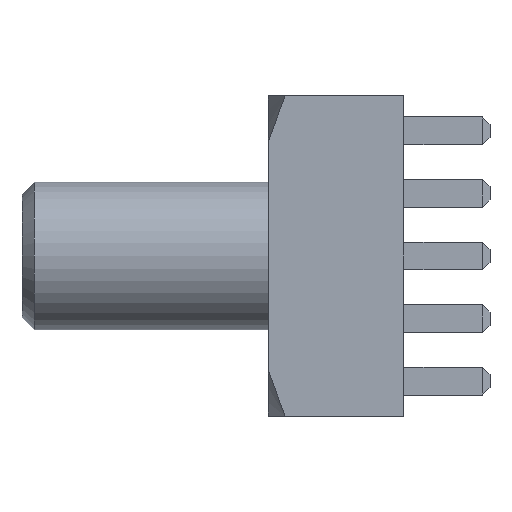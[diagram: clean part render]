
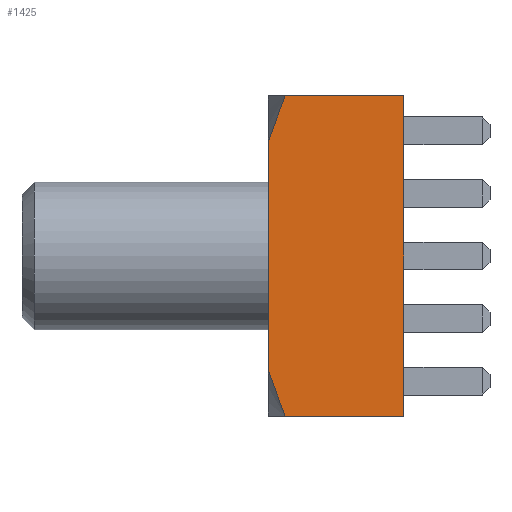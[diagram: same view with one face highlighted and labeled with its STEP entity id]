
A CAD part, left-side view. The second image highlights one B-rep face of the part: STEP entity #1425.
In plain terms, the highlighted planar face has unit normal (-1, 0, 0).
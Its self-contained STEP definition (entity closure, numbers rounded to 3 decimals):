
#38 = CARTESIAN_POINT ( 'NONE',  ( -6.5, 5.292, 5.282 ) ) ;
#88 = VECTOR ( 'NONE', #3251, 1000. ) ;
#161 = CARTESIAN_POINT ( 'NONE',  ( -6.5, 5.5, -4.664 ) ) ;
#344 = CARTESIAN_POINT ( 'NONE',  ( -6.5, 5.5, -6.5 ) ) ;
#397 = ORIENTED_EDGE ( 'NONE', *, *, #6461, .T. ) ;
#553 = DIRECTION ( 'NONE',  ( 0., -1., 0. ) ) ;
#796 = EDGE_LOOP ( 'NONE', ( #942, #5114, #4965, #1838, #397, #6681 ) ) ;
#860 = VERTEX_POINT ( 'NONE', #1966 ) ;
#871 = VERTEX_POINT ( 'NONE', #6471 ) ;
#942 = ORIENTED_EDGE ( 'NONE', *, *, #4620, .F. ) ;
#1064 = VERTEX_POINT ( 'NONE', #4961 ) ;
#1210 = DIRECTION ( 'NONE',  ( 0., 0., 1. ) ) ;
#1242 = VECTOR ( 'NONE', #1210, 1000. ) ;
#1248 = VECTOR ( 'NONE', #6528, 1000. ) ;
#1284 = AXIS2_PLACEMENT_3D ( 'NONE', #344, #2614, #2044 ) ;
#1425 = ADVANCED_FACE ( 'NONE', ( #5651 ), #5980, .F. ) ;
#1441 = LINE ( 'NONE', #1951, #1248 ) ;
#1763 = CARTESIAN_POINT ( 'NONE',  ( -6.5, 5.5, -6.5 ) ) ;
#1828 = VERTEX_POINT ( 'NONE', #5719 ) ;
#1838 = ORIENTED_EDGE ( 'NONE', *, *, #7009, .T. ) ;
#1951 = CARTESIAN_POINT ( 'NONE',  ( -6.5, 5.5, 6.5 ) ) ;
#1966 = CARTESIAN_POINT ( 'NONE',  ( -6.5, 5.5, 4.664 ) ) ;
#1990 = CARTESIAN_POINT ( 'NONE',  ( -6.5, 0., -6.5 ) ) ;
#2044 = DIRECTION ( 'NONE',  ( 0., 0., -1. ) ) ;
#2189 = VERTEX_POINT ( 'NONE', #4431 ) ;
#2614 = DIRECTION ( 'NONE',  ( 1., 0., 0. ) ) ;
#2852 = CARTESIAN_POINT ( 'NONE',  ( -6.5, 5.059, 5.894 ) ) ;
#3007 = CARTESIAN_POINT ( 'NONE',  ( -6.5, 5.291, -5.285 ) ) ;
#3251 = DIRECTION ( 'NONE',  ( 0., 0., 1. ) ) ;
#3271 = B_SPLINE_CURVE_WITH_KNOTS ( 'NONE', 3,
 ( #5704, #2852, #38, #6217 ),
 .UNSPECIFIED., .F., .F.,
 ( 4, 4 ),
 ( 0.009, 0.011 ),
 .UNSPECIFIED. ) ;
#4159 = LINE ( 'NONE', #1763, #6860 ) ;
#4431 = CARTESIAN_POINT ( 'NONE',  ( -6.5, 4.812, -6.5 ) ) ;
#4620 = EDGE_CURVE ( 'NONE', #1064, #1828, #1441, .T. ) ;
#4623 = CARTESIAN_POINT ( 'NONE',  ( -6.5, 5.5, -6.5 ) ) ;
#4919 = EDGE_CURVE ( 'NONE', #1064, #860, #3271, .T. ) ;
#4961 = CARTESIAN_POINT ( 'NONE',  ( -6.5, 4.812, 6.5 ) ) ;
#4965 = ORIENTED_EDGE ( 'NONE', *, *, #5536, .F. ) ;
#5114 = ORIENTED_EDGE ( 'NONE', *, *, #4919, .T. ) ;
#5536 = EDGE_CURVE ( 'NONE', #871, #860, #6874, .T. ) ;
#5645 = LINE ( 'NONE', #1990, #88 ) ;
#5651 = FACE_OUTER_BOUND ( 'NONE', #796, .T. ) ;
#5704 = CARTESIAN_POINT ( 'NONE',  ( -6.5, 4.812, 6.5 ) ) ;
#5719 = CARTESIAN_POINT ( 'NONE',  ( -6.5, 0., 6.5 ) ) ;
#5722 = CARTESIAN_POINT ( 'NONE',  ( -6.5, 0., -6.5 ) ) ;
#5821 = CARTESIAN_POINT ( 'NONE',  ( -6.5, 4.812, -6.5 ) ) ;
#5888 = EDGE_CURVE ( 'NONE', #6906, #1828, #5645, .T. ) ;
#5980 = PLANE ( 'NONE',  #1284 ) ;
#6217 = CARTESIAN_POINT ( 'NONE',  ( -6.5, 5.5, 4.664 ) ) ;
#6313 = CARTESIAN_POINT ( 'NONE',  ( -6.5, 5.058, -5.896 ) ) ;
#6461 = EDGE_CURVE ( 'NONE', #2189, #6906, #4159, .T. ) ;
#6471 = CARTESIAN_POINT ( 'NONE',  ( -6.5, 5.5, -4.664 ) ) ;
#6528 = DIRECTION ( 'NONE',  ( 0., -1., 0. ) ) ;
#6681 = ORIENTED_EDGE ( 'NONE', *, *, #5888, .T. ) ;
#6860 = VECTOR ( 'NONE', #553, 1000. ) ;
#6874 = LINE ( 'NONE', #4623, #1242 ) ;
#6906 = VERTEX_POINT ( 'NONE', #5722 ) ;
#7009 = EDGE_CURVE ( 'NONE', #871, #2189, #7064, .T. ) ;
#7064 = B_SPLINE_CURVE_WITH_KNOTS ( 'NONE', 3,
 ( #161, #3007, #6313, #5821 ),
 .UNSPECIFIED., .F., .F.,
 ( 4, 4 ),
 ( 0.02, 0.022 ),
 .UNSPECIFIED. ) ;
